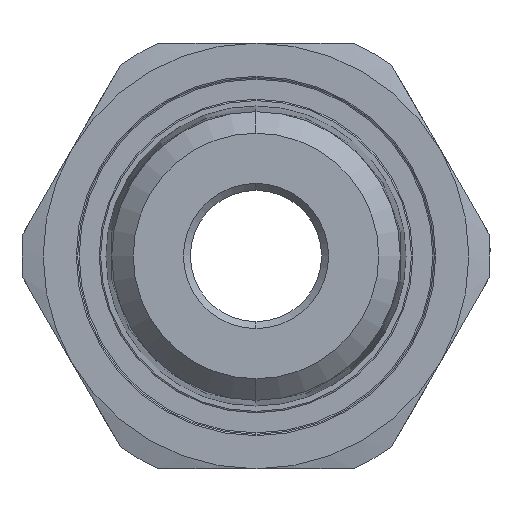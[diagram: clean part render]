
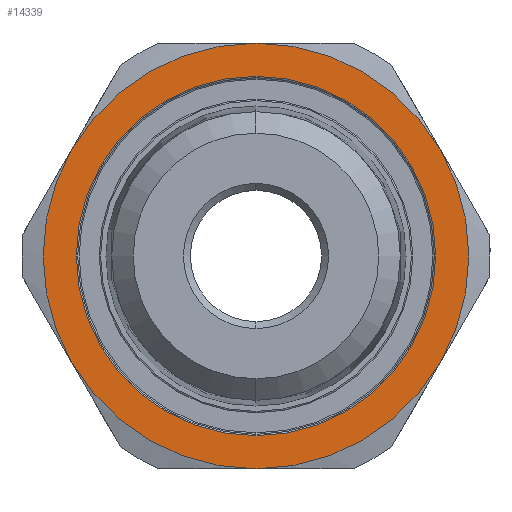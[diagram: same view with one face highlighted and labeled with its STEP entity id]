
A CAD part, left-side view. The second image highlights one B-rep face of the part: STEP entity #14339.
In plain terms, the highlighted planar face has unit normal (-1, 0, 0).
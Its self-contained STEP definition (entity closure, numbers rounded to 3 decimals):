
#4 = EDGE_CURVE ( 'NONE', #5836, #12173, #9610, .T. ) ;
#387 = EDGE_CURVE ( 'NONE', #5044, #5828, #6338, .T. ) ;
#501 = EDGE_CURVE ( 'NONE', #7500, #3283, #10659, .T. ) ;
#1129 = DIRECTION ( 'NONE',  ( 1., 0., 0. ) ) ;
#1337 = AXIS2_PLACEMENT_3D ( 'NONE', #4450, #13332, #5717 ) ;
#1350 = VERTEX_POINT ( 'NONE', #10739 ) ;
#1652 = CARTESIAN_POINT ( 'NONE',  ( -16., 0., 0. ) ) ;
#1794 = CARTESIAN_POINT ( 'NONE',  ( -16., -13.207, -7.625 ) ) ;
#1897 = DIRECTION ( 'NONE',  ( -1., 0., 0. ) ) ;
#2020 = AXIS2_PLACEMENT_3D ( 'NONE', #7553, #16322, #7574 ) ;
#2567 = AXIS2_PLACEMENT_3D ( 'NONE', #5068, #13940, #6359 ) ;
#2898 = AXIS2_PLACEMENT_3D ( 'NONE', #4792, #13659, #6067 ) ;
#3093 = AXIS2_PLACEMENT_3D ( 'NONE', #4266, #13162, #5537 ) ;
#3099 = CARTESIAN_POINT ( 'NONE',  ( -16., 10.75, 0. ) ) ;
#3283 = VERTEX_POINT ( 'NONE', #6948 ) ;
#3426 = CIRCLE ( 'NONE', #2898, 15.25 ) ;
#3728 = CIRCLE ( 'NONE', #3093, 15.25 ) ;
#4094 = EDGE_CURVE ( 'NONE', #5828, #5044, #10110, .T. ) ;
#4266 = CARTESIAN_POINT ( 'NONE',  ( -16., 0., 0. ) ) ;
#4450 = CARTESIAN_POINT ( 'NONE',  ( -16., 0., 0. ) ) ;
#4792 = CARTESIAN_POINT ( 'NONE',  ( -16., 0., 0. ) ) ;
#5044 = VERTEX_POINT ( 'NONE', #8869 ) ;
#5068 = CARTESIAN_POINT ( 'NONE',  ( -16., 0., 0. ) ) ;
#5537 = DIRECTION ( 'NONE',  ( 0., 0., -1. ) ) ;
#5717 = DIRECTION ( 'NONE',  ( 0., 0., -1. ) ) ;
#5828 = VERTEX_POINT ( 'NONE', #16350 ) ;
#5836 = VERTEX_POINT ( 'NONE', #6316 ) ;
#6067 = DIRECTION ( 'NONE',  ( 0., 0., -1. ) ) ;
#6234 = CARTESIAN_POINT ( 'NONE',  ( -16., 0., 0. ) ) ;
#6255 = EDGE_CURVE ( 'NONE', #1350, #13119, #3728, .T. ) ;
#6316 = CARTESIAN_POINT ( 'NONE',  ( -16., 13.207, -7.625 ) ) ;
#6338 = CIRCLE ( 'NONE', #2020, 12.875 ) ;
#6359 = DIRECTION ( 'NONE',  ( 0., 0., -1. ) ) ;
#6473 = CARTESIAN_POINT ( 'NONE',  ( -16., 13.207, 7.625 ) ) ;
#6487 = ORIENTED_EDGE ( 'NONE', *, *, #7277, .F. ) ;
#6554 = ORIENTED_EDGE ( 'NONE', *, *, #387, .T. ) ;
#6948 = CARTESIAN_POINT ( 'NONE',  ( -16., 0., -15.25 ) ) ;
#7277 = EDGE_CURVE ( 'NONE', #13119, #7500, #7941, .T. ) ;
#7279 = CARTESIAN_POINT ( 'NONE',  ( -16., -13.207, 7.625 ) ) ;
#7500 = VERTEX_POINT ( 'NONE', #1794 ) ;
#7502 = DIRECTION ( 'NONE',  ( 0., 0., 1. ) ) ;
#7545 = ORIENTED_EDGE ( 'NONE', *, *, #8435, .F. ) ;
#7553 = CARTESIAN_POINT ( 'NONE',  ( -16., 0., 0. ) ) ;
#7574 = DIRECTION ( 'NONE',  ( 0., 0., 1. ) ) ;
#7783 = CARTESIAN_POINT ( 'NONE',  ( -16., 0., 0. ) ) ;
#7941 = CIRCLE ( 'NONE', #2567, 15.25 ) ;
#8189 = PLANE ( 'NONE',  #14344 ) ;
#8435 = EDGE_CURVE ( 'NONE', #12173, #1350, #15638, .T. ) ;
#8623 = ORIENTED_EDGE ( 'NONE', *, *, #6255, .F. ) ;
#8869 = CARTESIAN_POINT ( 'NONE',  ( -16., 0., -12.875 ) ) ;
#9104 = FACE_OUTER_BOUND ( 'NONE', #14427, .T. ) ;
#9610 = CIRCLE ( 'NONE', #11811, 15.25 ) ;
#9821 = DIRECTION ( 'NONE',  ( 0., 0., -1. ) ) ;
#9844 = DIRECTION ( 'NONE',  ( 1., 0., 0. ) ) ;
#9910 = ORIENTED_EDGE ( 'NONE', *, *, #4094, .T. ) ;
#10110 = CIRCLE ( 'NONE', #10856, 12.875 ) ;
#10135 = EDGE_CURVE ( 'NONE', #3283, #5836, #3426, .T. ) ;
#10248 = ORIENTED_EDGE ( 'NONE', *, *, #501, .F. ) ;
#10659 = CIRCLE ( 'NONE', #11438, 15.25 ) ;
#10739 = CARTESIAN_POINT ( 'NONE',  ( -16., 0., 15.25 ) ) ;
#10751 = DIRECTION ( 'NONE',  ( 0., 0., 1. ) ) ;
#10856 = AXIS2_PLACEMENT_3D ( 'NONE', #6234, #15073, #7502 ) ;
#11276 = EDGE_LOOP ( 'NONE', ( #9910, #6554 ) ) ;
#11438 = AXIS2_PLACEMENT_3D ( 'NONE', #7783, #9844, #9821 ) ;
#11784 = ORIENTED_EDGE ( 'NONE', *, *, #10135, .F. ) ;
#11797 = ORIENTED_EDGE ( 'NONE', *, *, #4, .F. ) ;
#11811 = AXIS2_PLACEMENT_3D ( 'NONE', #1652, #1129, #13896 ) ;
#12173 = VERTEX_POINT ( 'NONE', #6473 ) ;
#13119 = VERTEX_POINT ( 'NONE', #7279 ) ;
#13162 = DIRECTION ( 'NONE',  ( 1., 0., 0. ) ) ;
#13332 = DIRECTION ( 'NONE',  ( 1., 0., 0. ) ) ;
#13659 = DIRECTION ( 'NONE',  ( 1., 0., 0. ) ) ;
#13896 = DIRECTION ( 'NONE',  ( 0., 0., -1. ) ) ;
#13940 = DIRECTION ( 'NONE',  ( 1., 0., 0. ) ) ;
#14339 = ADVANCED_FACE ( 'NONE', ( #9104, #15424 ), #8189, .T. ) ;
#14344 = AXIS2_PLACEMENT_3D ( 'NONE', #3099, #1897, #10751 ) ;
#14427 = EDGE_LOOP ( 'NONE', ( #8623, #7545, #11797, #11784, #10248, #6487 ) ) ;
#15073 = DIRECTION ( 'NONE',  ( 1., 0., 0. ) ) ;
#15424 = FACE_BOUND ( 'NONE', #11276, .T. ) ;
#15638 = CIRCLE ( 'NONE', #1337, 15.25 ) ;
#16322 = DIRECTION ( 'NONE',  ( 1., 0., 0. ) ) ;
#16350 = CARTESIAN_POINT ( 'NONE',  ( -16., 0., 12.875 ) ) ;
